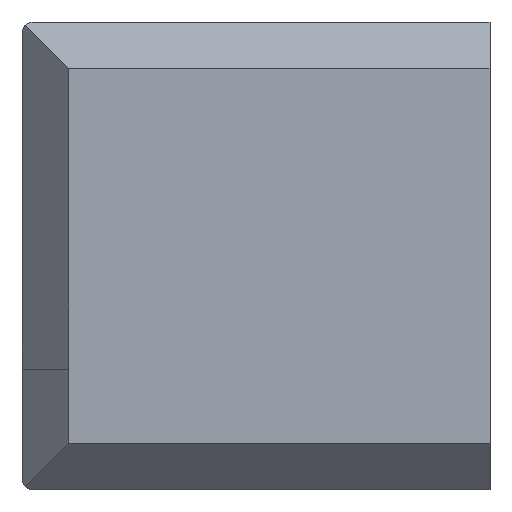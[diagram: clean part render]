
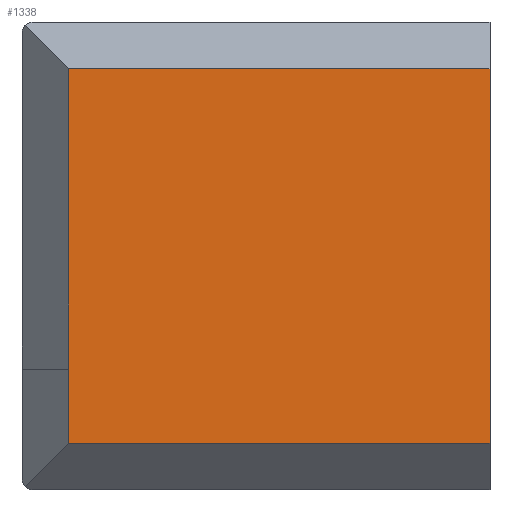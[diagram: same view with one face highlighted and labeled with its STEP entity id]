
A CAD part, front view. The second image highlights one B-rep face of the part: STEP entity #1338.
In plain terms, the highlighted planar face has unit normal (0, -1, 0).
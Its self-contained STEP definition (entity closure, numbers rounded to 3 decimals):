
#68=FACE_OUTER_BOUND('',#138,.T.);
#138=EDGE_LOOP('',(#884,#885,#886,#887,#888));
#212=LINE('',#1918,#377);
#215=LINE('',#1926,#380);
#216=LINE('',#1928,#381);
#217=LINE('',#1930,#382);
#218=LINE('',#1931,#383);
#377=VECTOR('',#1534,10.);
#380=VECTOR('',#1541,10.);
#381=VECTOR('',#1542,10.);
#382=VECTOR('',#1543,10.);
#383=VECTOR('',#1544,10.);
#542=VERTEX_POINT('',#1915);
#543=VERTEX_POINT('',#1917);
#546=VERTEX_POINT('',#1925);
#547=VERTEX_POINT('',#1927);
#548=VERTEX_POINT('',#1929);
#677=EDGE_CURVE('',#542,#543,#212,.T.);
#681=EDGE_CURVE('',#542,#546,#215,.T.);
#682=EDGE_CURVE('',#547,#546,#216,.T.);
#683=EDGE_CURVE('',#548,#547,#217,.T.);
#684=EDGE_CURVE('',#543,#548,#218,.T.);
#884=ORIENTED_EDGE('',*,*,#677,.F.);
#885=ORIENTED_EDGE('',*,*,#681,.T.);
#886=ORIENTED_EDGE('',*,*,#682,.F.);
#887=ORIENTED_EDGE('',*,*,#683,.F.);
#888=ORIENTED_EDGE('',*,*,#684,.F.);
#1286=PLANE('',#1423);
#1338=ADVANCED_FACE('',(#68),#1286,.F.);
#1423=AXIS2_PLACEMENT_3D('',#1924,#1539,#1540);
#1534=DIRECTION('',(-1.,0.,0.));
#1539=DIRECTION('center_axis',(0.,1.,0.));
#1540=DIRECTION('ref_axis',(1.,0.,0.));
#1541=DIRECTION('',(0.,0.,1.));
#1542=DIRECTION('',(1.,0.,0.));
#1543=DIRECTION('',(0.,0.,1.));
#1544=DIRECTION('',(0.,0.,1.));
#1915=CARTESIAN_POINT('',(10.,-4.,-8.));
#1917=CARTESIAN_POINT('',(-8.,-4.,-8.));
#1918=CARTESIAN_POINT('',(-4.75,-4.,-8.));
#1924=CARTESIAN_POINT('Origin',(0.,-4.,0.));
#1925=CARTESIAN_POINT('',(10.,-4.,8.));
#1926=CARTESIAN_POINT('',(10.,-4.,10.));
#1927=CARTESIAN_POINT('',(-8.,-4.,8.));
#1928=CARTESIAN_POINT('',(5.,-4.,8.));
#1929=CARTESIAN_POINT('',(-8.,-4.,-4.831));
#1930=CARTESIAN_POINT('',(-8.,-4.,4.76));
#1931=CARTESIAN_POINT('',(-8.,-4.,-2.416));
